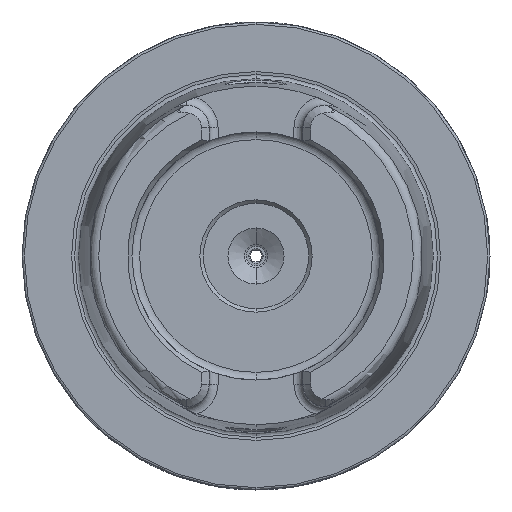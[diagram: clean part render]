
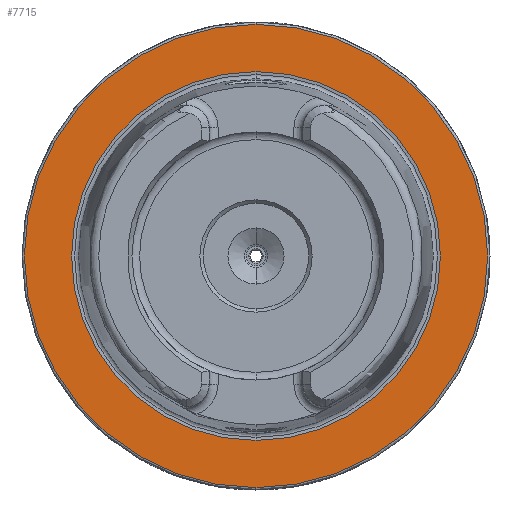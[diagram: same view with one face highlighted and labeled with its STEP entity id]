
A CAD part, left-side view. The second image highlights one B-rep face of the part: STEP entity #7715.
In plain terms, the highlighted planar face has unit normal (-1, 0, 0).
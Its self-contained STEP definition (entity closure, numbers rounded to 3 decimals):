
#193 = CARTESIAN_POINT ( 'NONE',  ( 0., 0., 49.5 ) ) ;
#207 = DIRECTION ( 'NONE',  ( 0., 0., 1. ) ) ;
#223 = DIRECTION ( 'NONE',  ( -1., 0., 0. ) ) ;
#225 = CARTESIAN_POINT ( 'NONE',  ( 0., 0., 0. ) ) ;
#2001 = VERTEX_POINT ( 'NONE', #4439 ) ;
#2022 = DIRECTION ( 'NONE',  ( 0., 0., 1. ) ) ;
#2036 = DIRECTION ( 'NONE',  ( -1., 0., 0. ) ) ;
#2041 = CARTESIAN_POINT ( 'NONE',  ( 0., 0., 0. ) ) ;
#2684 = VERTEX_POINT ( 'NONE', #193 ) ;
#3637 = EDGE_LOOP ( 'NONE', ( #8634, #8673 ) ) ;
#4439 = CARTESIAN_POINT ( 'NONE',  ( 0., 0., -39.405 ) ) ;
#4655 = CIRCLE ( 'NONE', #7806, 49.5 ) ;
#4863 = EDGE_CURVE ( 'NONE', #2684, #5418, #10326, .T. ) ;
#5166 = CIRCLE ( 'NONE', #8328, 39.405 ) ;
#5238 = EDGE_CURVE ( 'NONE', #2001, #6455, #9500, .T. ) ;
#5250 = DIRECTION ( 'NONE',  ( 0., 0., 1. ) ) ;
#5378 = CARTESIAN_POINT ( 'NONE',  ( 0., 0., 0. ) ) ;
#5418 = VERTEX_POINT ( 'NONE', #9502 ) ;
#5530 = DIRECTION ( 'NONE',  ( -1., 0., 0. ) ) ;
#5542 = CARTESIAN_POINT ( 'NONE',  ( 0., 0., 39.405 ) ) ;
#5790 = AXIS2_PLACEMENT_3D ( 'NONE', #225, #223, #207 ) ;
#6216 = AXIS2_PLACEMENT_3D ( 'NONE', #2041, #2036, #2022 ) ;
#6455 = VERTEX_POINT ( 'NONE', #5542 ) ;
#7715 = ADVANCED_FACE ( 'NONE', ( #9053, #9066 ), #7985, .F. ) ;
#7806 = AXIS2_PLACEMENT_3D ( 'NONE', #10264, #10223, #10197 ) ;
#7850 = DIRECTION ( 'NONE',  ( 0., 0., -1. ) ) ;
#7863 = DIRECTION ( 'NONE',  ( 1., 0., 0. ) ) ;
#7933 = CARTESIAN_POINT ( 'NONE',  ( 0., 49.5, 0. ) ) ;
#7985 = PLANE ( 'NONE',  #10668 ) ;
#8027 = EDGE_LOOP ( 'NONE', ( #8485, #8516 ) ) ;
#8328 = AXIS2_PLACEMENT_3D ( 'NONE', #5378, #5530, #5250 ) ;
#8485 = ORIENTED_EDGE ( 'NONE', *, *, #8749, .F. ) ;
#8516 = ORIENTED_EDGE ( 'NONE', *, *, #5238, .F. ) ;
#8634 = ORIENTED_EDGE ( 'NONE', *, *, #4863, .T. ) ;
#8673 = ORIENTED_EDGE ( 'NONE', *, *, #8966, .T. ) ;
#8749 = EDGE_CURVE ( 'NONE', #6455, #2001, #5166, .T. ) ;
#8966 = EDGE_CURVE ( 'NONE', #5418, #2684, #4655, .T. ) ;
#9053 = FACE_BOUND ( 'NONE', #8027, .T. ) ;
#9066 = FACE_OUTER_BOUND ( 'NONE', #3637, .T. ) ;
#9500 = CIRCLE ( 'NONE', #5790, 39.405 ) ;
#9502 = CARTESIAN_POINT ( 'NONE',  ( 0., 0., -49.5 ) ) ;
#10197 = DIRECTION ( 'NONE',  ( 0., 0., 1. ) ) ;
#10223 = DIRECTION ( 'NONE',  ( -1., 0., 0. ) ) ;
#10264 = CARTESIAN_POINT ( 'NONE',  ( 0., 0., 0. ) ) ;
#10326 = CIRCLE ( 'NONE', #6216, 49.5 ) ;
#10668 = AXIS2_PLACEMENT_3D ( 'NONE', #7933, #7863, #7850 ) ;
